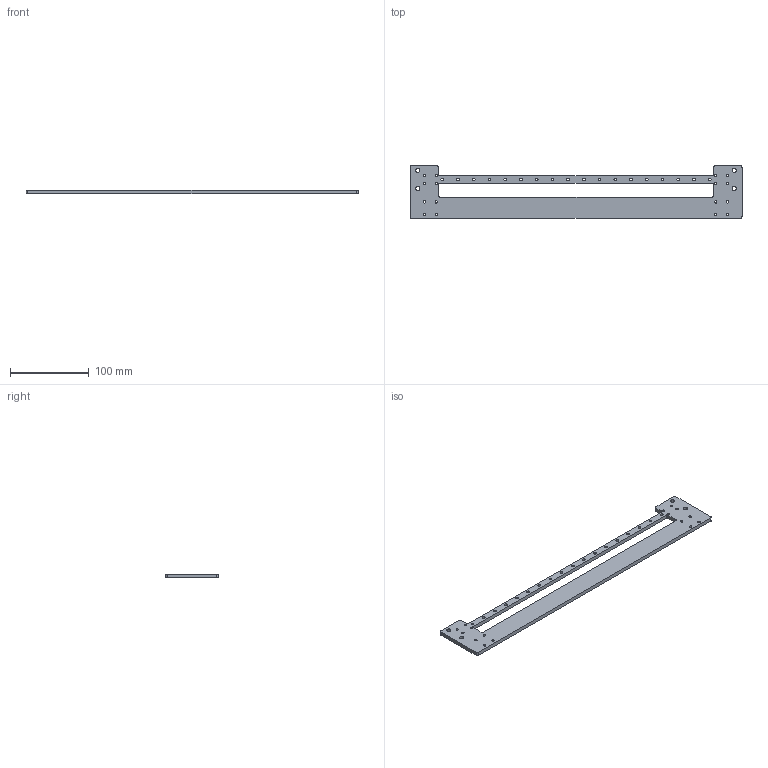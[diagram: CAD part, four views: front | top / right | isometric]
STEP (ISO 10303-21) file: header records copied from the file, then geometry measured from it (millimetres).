
FILE_DESCRIPTION (( 'STEP AP214' ), '1' );
FILE_NAME ('base plate x axis.STEP', '2015-09-21T07:42:06', ( '' ), ( '' ), 'SwSTEP 2.0', 'SolidWorks 2015', '' );
FILE_SCHEMA (( 'AUTOMOTIVE_DESIGN' ));
Length unit declared in the file: millimetre
Products named in the file (1): base plate x axis
Bounding box: 422 x 66.81 x 5 mm (x, y, z)
Volume: 84885.1 mm3; surface area: 44665.4 mm2
Topology: 1 solids, 1 shells, 104 faces, 306 edges, 204 vertices
Faces by surface type: cylinder 88, plane 16
Entity records: 3756 total; most frequent: DIRECTION 692, CARTESIAN_POINT 615, ORIENTED_EDGE 612, EDGE_CURVE 306, AXIS2_PLACEMENT_3D 281, VERTEX_POINT 204, EDGE_LOOP 182, CIRCLE 176
